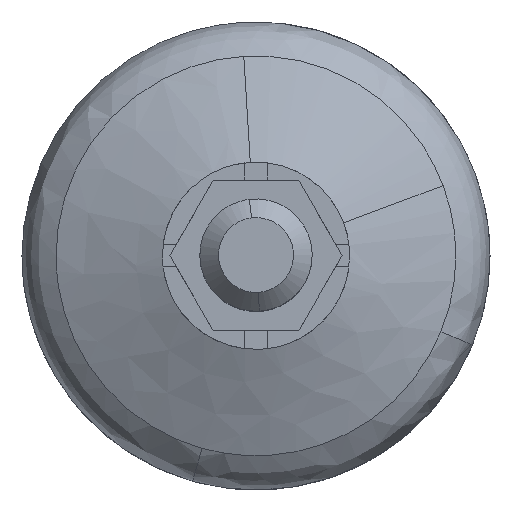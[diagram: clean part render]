
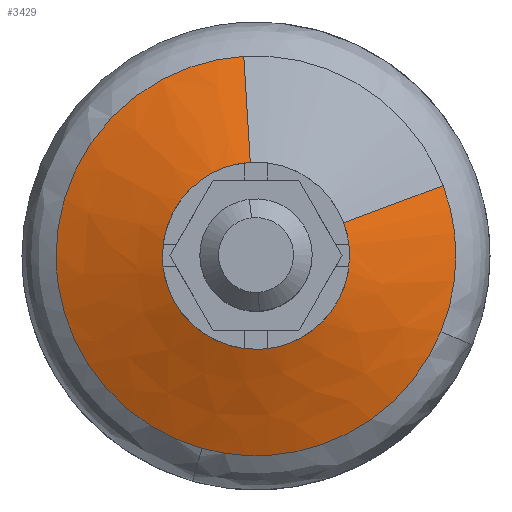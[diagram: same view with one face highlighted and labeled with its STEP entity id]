
A CAD part, top view. The second image highlights one B-rep face of the part: STEP entity #3429.
In plain terms, the highlighted free-form (B-spline) face has degree [2, 1] with [9, 2] control points.
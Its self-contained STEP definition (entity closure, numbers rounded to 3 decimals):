
#3176=CARTESIAN_POINT('',(0.305,-4.991,8.2));
#3177=VERTEX_POINT('',#3176);
#3183=CARTESIAN_POINT('',(5.0,0.0,8.2));
#3184=VERTEX_POINT('',#3183);
#3185=CARTESIAN_POINT('',(5.0,0.0,8.2));
#3186=CARTESIAN_POINT('',(5.0,-4.704,8.2));
#3187=CARTESIAN_POINT('',(0.305,-4.991,8.2));
#3195=(BOUNDED_CURVE()B_SPLINE_CURVE(2,(#3185,#3186,#3187),.UNSPECIFIED.,.F.,.U.)B_SPLINE_CURVE_WITH_KNOTS((3,3),(0.5,0.739),.UNSPECIFIED.)CURVE()GEOMETRIC_REPRESENTATION_ITEM()RATIONAL_B_SPLINE_CURVE((1.0,0.72,0.976))REPRESENTATION_ITEM(''));
#3196=EDGE_CURVE('',#3184,#3177,#3195,.T.);
#3198=CARTESIAN_POINT('',(4.681,1.758,8.2));
#3199=VERTEX_POINT('',#3198);
#3200=CARTESIAN_POINT('',(4.681,1.758,8.2));
#3201=CARTESIAN_POINT('',(5.0,0.908,8.2));
#3202=CARTESIAN_POINT('',(5.0,0.0,8.2));
#3210=(BOUNDED_CURVE()B_SPLINE_CURVE(2,(#3200,#3201,#3202),.UNSPECIFIED.,.F.,.U.)B_SPLINE_CURVE_WITH_KNOTS((3,3),(0.44,0.5),.UNSPECIFIED.)CURVE()GEOMETRIC_REPRESENTATION_ITEM()RATIONAL_B_SPLINE_CURVE((0.893,0.93,1.0))REPRESENTATION_ITEM(''));
#3211=EDGE_CURVE('',#3199,#3184,#3210,.T.);
#3213=CARTESIAN_POINT('',(-0.305,4.991,8.2));
#3214=VERTEX_POINT('',#3213);
#3230=CARTESIAN_POINT('',(-5.0,0.0,8.2));
#3231=VERTEX_POINT('',#3230);
#3232=CARTESIAN_POINT('',(-5.0,0.0,8.2));
#3233=CARTESIAN_POINT('',(-5.,4.704,8.2));
#3234=CARTESIAN_POINT('',(-0.305,4.991,8.2));
#3242=(BOUNDED_CURVE()B_SPLINE_CURVE(2,(#3232,#3233,#3234),.UNSPECIFIED.,.F.,.U.)B_SPLINE_CURVE_WITH_KNOTS((3,3),(0.0,0.239),.UNSPECIFIED.)CURVE()GEOMETRIC_REPRESENTATION_ITEM()RATIONAL_B_SPLINE_CURVE((1.0,0.72,0.976))REPRESENTATION_ITEM(''));
#3243=EDGE_CURVE('',#3231,#3214,#3242,.T.);
#3245=CARTESIAN_POINT('',(-4.681,-1.758,8.2));
#3246=VERTEX_POINT('',#3245);
#3247=CARTESIAN_POINT('',(-4.681,-1.758,8.2));
#3248=CARTESIAN_POINT('',(-5.0,-0.908,8.2));
#3249=CARTESIAN_POINT('',(-5.0,0.0,8.2));
#3257=(BOUNDED_CURVE()B_SPLINE_CURVE(2,(#3247,#3248,#3249),.UNSPECIFIED.,.F.,.U.)B_SPLINE_CURVE_WITH_KNOTS((3,3),(0.94,1.0),.UNSPECIFIED.)CURVE()GEOMETRIC_REPRESENTATION_ITEM()RATIONAL_B_SPLINE_CURVE((0.893,0.93,1.0))REPRESENTATION_ITEM(''));
#3258=EDGE_CURVE('',#3246,#3231,#3257,.T.);
#3288=CARTESIAN_POINT('',(0.305,-4.991,8.2));
#3289=CARTESIAN_POINT('',(0.153,-5.,8.2));
#3290=CARTESIAN_POINT('',(0.0,-5.0,8.2));
#3291=CARTESIAN_POINT('',(-3.463,-5.,8.2));
#3292=CARTESIAN_POINT('',(-4.681,-1.758,8.2));
#3300=(BOUNDED_CURVE()B_SPLINE_CURVE(2,(#3288,#3289,#3290,#3291,#3292),.UNSPECIFIED.,.F.,.U.)B_SPLINE_CURVE_WITH_KNOTS((3,2,3),(0.739,0.75,0.94),.UNSPECIFIED.)CURVE()GEOMETRIC_REPRESENTATION_ITEM()RATIONAL_B_SPLINE_CURVE((0.976,0.988,1.0,0.777,0.893))REPRESENTATION_ITEM(''));
#3301=EDGE_CURVE('',#3177,#3246,#3300,.T.);
#3307=CARTESIAN_POINT('',(4.548,1.708,8.261));
#3308=CARTESIAN_POINT('',(4.804,1.025,8.261));
#3309=CARTESIAN_POINT('',(4.849,0.297,8.261));
#3310=CARTESIAN_POINT('',(5.146,-4.552,8.261));
#3311=CARTESIAN_POINT('',(0.297,-4.849,8.261));
#3312=CARTESIAN_POINT('',(-4.552,-5.146,8.261));
#3313=CARTESIAN_POINT('',(-4.849,-0.297,8.261));
#3314=CARTESIAN_POINT('',(-5.146,4.552,8.261));
#3315=CARTESIAN_POINT('',(-0.297,4.849,8.261));
#3316=CARTESIAN_POINT('',(10.132,3.805,5.716));
#3317=CARTESIAN_POINT('',(10.703,2.283,5.716));
#3318=CARTESIAN_POINT('',(10.803,0.661,5.716));
#3319=CARTESIAN_POINT('',(11.463,-10.142,5.716));
#3320=CARTESIAN_POINT('',(0.661,-10.803,5.716));
#3321=CARTESIAN_POINT('',(-10.142,-11.463,5.716));
#3322=CARTESIAN_POINT('',(-10.803,-0.661,5.716));
#3323=CARTESIAN_POINT('',(-11.463,10.142,5.716));
#3324=CARTESIAN_POINT('',(-0.661,10.803,5.716));
#3332=(BOUNDED_SURFACE()B_SPLINE_SURFACE(2,1,((#3307,#3316),(#3308,#3317),(#3309,#3318),(#3310,#3319),(#3311,#3320),(#3312,#3321),(#3313,#3322),(#3314,#3323),(#3315,#3324)),.UNSPECIFIED.,.F.,.F.,.U.)B_SPLINE_SURFACE_WITH_KNOTS((3,2,2,2,3),(2,2),(0.0,3.586,21.518,39.45,57.382),(0.0,6.485),.UNSPECIFIED.)GEOMETRIC_REPRESENTATION_ITEM()RATIONAL_B_SPLINE_SURFACE(((0.906,0.906),(0.941,0.941),(1.0,1.0),(0.707,0.707),(1.0,1.0),(0.707,0.707),(1.0,1.0),(0.707,0.707),(1.0,1.0)))REPRESENTATION_ITEM('')SURFACE());
#3333=ORIENTED_EDGE('',*,*,#3211,.T.);
#3334=ORIENTED_EDGE('',*,*,#3196,.T.);
#3335=ORIENTED_EDGE('',*,*,#3301,.T.);
#3336=ORIENTED_EDGE('',*,*,#3258,.T.);
#3337=ORIENTED_EDGE('',*,*,#3243,.T.);
#3338=CARTESIAN_POINT('',(-0.652,10.657,5.778));
#3339=VERTEX_POINT('',#3338);
#3340=CARTESIAN_POINT('',(-0.305,4.991,8.2));
#3341=CARTESIAN_POINT('',(-0.652,10.657,5.778));
#3342=QUASI_UNIFORM_CURVE('',1,(#3340,#3341),.UNSPECIFIED.,.F.,.U.);
#3343=EDGE_CURVE('',#3214,#3339,#3342,.T.);
#3344=ORIENTED_EDGE('',*,*,#3343,.T.);
#3345=CARTESIAN_POINT('',(-10.677,0.0,5.778));
#3346=VERTEX_POINT('',#3345);
#3347=CARTESIAN_POINT('',(-10.677,0.0,5.778));
#3348=CARTESIAN_POINT('',(-10.677,10.044,5.778));
#3349=CARTESIAN_POINT('',(-0.652,10.657,5.778));
#3357=(BOUNDED_CURVE()B_SPLINE_CURVE(2,(#3347,#3348,#3349),.UNSPECIFIED.,.F.,.U.)B_SPLINE_CURVE_WITH_KNOTS((3,3),(0.0,0.239),.UNSPECIFIED.)CURVE()GEOMETRIC_REPRESENTATION_ITEM()RATIONAL_B_SPLINE_CURVE((1.0,0.72,0.976))REPRESENTATION_ITEM(''));
#3358=EDGE_CURVE('',#3346,#3339,#3357,.T.);
#3359=ORIENTED_EDGE('',*,*,#3358,.F.);
#3360=CARTESIAN_POINT('',(-2.887,-10.279,5.778));
#3361=VERTEX_POINT('',#3360);
#3362=CARTESIAN_POINT('',(-2.887,-10.279,5.778));
#3363=CARTESIAN_POINT('',(-10.677,-8.091,5.778));
#3364=CARTESIAN_POINT('',(-10.677,0.0,5.778));
#3372=(BOUNDED_CURVE()B_SPLINE_CURVE(2,(#3362,#3363,#3364),.UNSPECIFIED.,.F.,.U.)B_SPLINE_CURVE_WITH_KNOTS((3,3),(0.796,1.0),.UNSPECIFIED.)CURVE()GEOMETRIC_REPRESENTATION_ITEM()RATIONAL_B_SPLINE_CURVE((0.912,0.761,1.0))REPRESENTATION_ITEM(''));
#3373=EDGE_CURVE('',#3361,#3346,#3372,.T.);
#3374=ORIENTED_EDGE('',*,*,#3373,.F.);
#3375=CARTESIAN_POINT('',(9.877,-4.055,5.778));
#3376=VERTEX_POINT('',#3375);
#3377=CARTESIAN_POINT('',(9.877,-4.055,5.778));
#3378=CARTESIAN_POINT('',(7.159,-10.677,5.778));
#3379=CARTESIAN_POINT('',(0.0,-10.677,5.778));
#3380=CARTESIAN_POINT('',(-1.471,-10.677,5.778));
#3381=CARTESIAN_POINT('',(-2.887,-10.279,5.778));
#3389=(BOUNDED_CURVE()B_SPLINE_CURVE(2,(#3377,#3378,#3379,#3380,#3381),.UNSPECIFIED.,.F.,.U.)B_SPLINE_CURVE_WITH_KNOTS((3,2,3),(0.564,0.75,0.796),.UNSPECIFIED.)CURVE()GEOMETRIC_REPRESENTATION_ITEM()RATIONAL_B_SPLINE_CURVE((0.888,0.783,1.0,0.946,0.912))REPRESENTATION_ITEM(''));
#3390=EDGE_CURVE('',#3376,#3361,#3389,.T.);
#3391=ORIENTED_EDGE('',*,*,#3390,.F.);
#3392=CARTESIAN_POINT('',(10.677,0.0,5.778));
#3393=VERTEX_POINT('',#3392);
#3394=CARTESIAN_POINT('',(10.677,0.0,5.778));
#3395=CARTESIAN_POINT('',(10.677,-2.106,5.778));
#3396=CARTESIAN_POINT('',(9.877,-4.055,5.778));
#3404=(BOUNDED_CURVE()B_SPLINE_CURVE(2,(#3394,#3395,#3396),.UNSPECIFIED.,.F.,.U.)B_SPLINE_CURVE_WITH_KNOTS((3,3),(0.5,0.564),.UNSPECIFIED.)CURVE()GEOMETRIC_REPRESENTATION_ITEM()RATIONAL_B_SPLINE_CURVE((1.0,0.924,0.888))REPRESENTATION_ITEM(''));
#3405=EDGE_CURVE('',#3393,#3376,#3404,.T.);
#3406=ORIENTED_EDGE('',*,*,#3405,.F.);
#3407=CARTESIAN_POINT('',(9.996,3.754,5.778));
#3408=VERTEX_POINT('',#3407);
#3409=CARTESIAN_POINT('',(9.996,3.754,5.778));
#3410=CARTESIAN_POINT('',(10.677,1.939,5.778));
#3411=CARTESIAN_POINT('',(10.677,0.0,5.778));
#3419=(BOUNDED_CURVE()B_SPLINE_CURVE(2,(#3409,#3410,#3411),.UNSPECIFIED.,.F.,.U.)B_SPLINE_CURVE_WITH_KNOTS((3,3),(0.44,0.5),.UNSPECIFIED.)CURVE()GEOMETRIC_REPRESENTATION_ITEM()RATIONAL_B_SPLINE_CURVE((0.893,0.93,1.0))REPRESENTATION_ITEM(''));
#3420=EDGE_CURVE('',#3408,#3393,#3419,.T.);
#3421=ORIENTED_EDGE('',*,*,#3420,.F.);
#3422=CARTESIAN_POINT('',(4.681,1.758,8.2));
#3423=CARTESIAN_POINT('',(9.996,3.754,5.778));
#3424=QUASI_UNIFORM_CURVE('',1,(#3422,#3423),.UNSPECIFIED.,.F.,.U.);
#3425=EDGE_CURVE('',#3199,#3408,#3424,.T.);
#3426=ORIENTED_EDGE('',*,*,#3425,.F.);
#3427=EDGE_LOOP('',(#3333,#3334,#3335,#3336,#3337,#3344,#3359,#3374,#3391,#3406,#3421,#3426));
#3428=FACE_OUTER_BOUND('',#3427,.T.);
#3429=ADVANCED_FACE('',(#3428),#3332,.T.);
